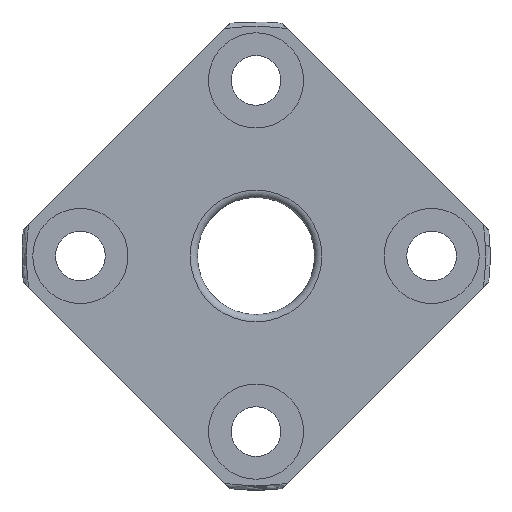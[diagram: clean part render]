
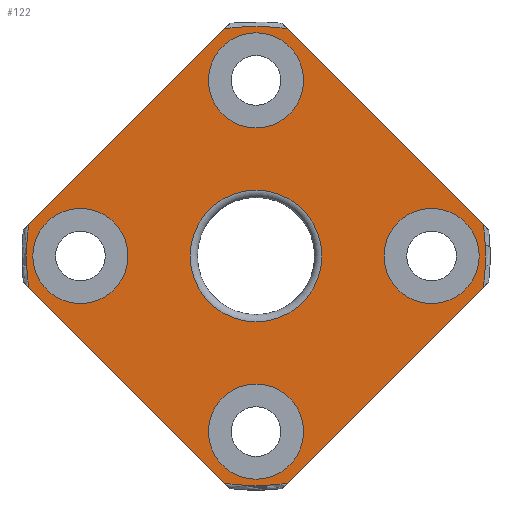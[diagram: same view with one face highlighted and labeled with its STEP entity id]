
A CAD part, left-side view. The second image highlights one B-rep face of the part: STEP entity #122.
In plain terms, the highlighted planar face has unit normal (-1, 0, 0).
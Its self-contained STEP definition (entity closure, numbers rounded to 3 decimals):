
#122 = ADVANCED_FACE( '', ( #265, #266, #267, #268, #269, #270 ), #271, .T. );
#265 = FACE_BOUND( '', #408, .T. );
#266 = FACE_BOUND( '', #409, .T. );
#267 = FACE_OUTER_BOUND( '', #410, .T. );
#268 = FACE_BOUND( '', #411, .T. );
#269 = FACE_BOUND( '', #412, .T. );
#270 = FACE_BOUND( '', #413, .T. );
#271 = PLANE( '', #414 );
#408 = EDGE_LOOP( '', ( #666 ) );
#409 = EDGE_LOOP( '', ( #667 ) );
#410 = EDGE_LOOP( '', ( #668, #669, #670, #671, #672, #673, #674, #675 ) );
#411 = EDGE_LOOP( '', ( #676 ) );
#412 = EDGE_LOOP( '', ( #677 ) );
#413 = EDGE_LOOP( '', ( #678 ) );
#414 = AXIS2_PLACEMENT_3D( '', #679, #680, #681 );
#666 = ORIENTED_EDGE( '', *, *, #739, .T. );
#667 = ORIENTED_EDGE( '', *, *, #716, .T. );
#668 = ORIENTED_EDGE( '', *, *, #786, .F. );
#669 = ORIENTED_EDGE( '', *, *, #750, .F. );
#670 = ORIENTED_EDGE( '', *, *, #794, .F. );
#671 = ORIENTED_EDGE( '', *, *, #801, .F. );
#672 = ORIENTED_EDGE( '', *, *, #772, .F. );
#673 = ORIENTED_EDGE( '', *, *, #758, .F. );
#674 = ORIENTED_EDGE( '', *, *, #763, .F. );
#675 = ORIENTED_EDGE( '', *, *, #816, .F. );
#676 = ORIENTED_EDGE( '', *, *, #805, .T. );
#677 = ORIENTED_EDGE( '', *, *, #733, .T. );
#678 = ORIENTED_EDGE( '', *, *, #736, .T. );
#679 = CARTESIAN_POINT( '', ( 0., 15.688, 0. ) );
#680 = DIRECTION( '', ( -1., 0., 0. ) );
#681 = DIRECTION( '', ( 0., 0., 1. ) );
#716 = EDGE_CURVE( '', #824, #824, #825, .F. );
#733 = EDGE_CURVE( '', #853, #853, #854, .T. );
#736 = EDGE_CURVE( '', #858, #858, #859, .T. );
#739 = EDGE_CURVE( '', #863, #863, #864, .T. );
#750 = EDGE_CURVE( '', #879, #882, #883, .T. );
#758 = EDGE_CURVE( '', #894, #890, #896, .T. );
#763 = EDGE_CURVE( '', #903, #894, #905, .T. );
#772 = EDGE_CURVE( '', #890, #919, #920, .T. );
#786 = EDGE_CURVE( '', #882, #941, #942, .T. );
#794 = EDGE_CURVE( '', #952, #879, #954, .T. );
#801 = EDGE_CURVE( '', #919, #952, #962, .T. );
#805 = EDGE_CURVE( '', #966, #966, #967, .T. );
#816 = EDGE_CURVE( '', #941, #903, #978, .T. );
#824 = VERTEX_POINT( '', #986 );
#825 = CIRCLE( '', #987, 3.25 );
#853 = VERTEX_POINT( '', #1017 );
#854 = CIRCLE( '', #1018, 3.25 );
#858 = VERTEX_POINT( '', #1022 );
#859 = CIRCLE( '', #1023, 3.25 );
#863 = VERTEX_POINT( '', #1027 );
#864 = CIRCLE( '', #1028, 4.5 );
#879 = VERTEX_POINT( '', #1043 );
#882 = VERTEX_POINT( '', #1053 );
#883 = CIRCLE( '', #1054, 15.688 );
#890 = VERTEX_POINT( '', #1068 );
#894 = VERTEX_POINT( '', #1079 );
#896 = CIRCLE( '', #1088, 15.688 );
#903 = VERTEX_POINT( '', #1103 );
#905 = LINE( '', #1112, #1113 );
#919 = VERTEX_POINT( '', #1152 );
#920 = LINE( '', #1153, #1154 );
#941 = VERTEX_POINT( '', #1192 );
#942 = LINE( '', #1193, #1194 );
#952 = VERTEX_POINT( '', #1233 );
#954 = LINE( '', #1242, #1243 );
#962 = CIRCLE( '', #1252, 15.688 );
#966 = VERTEX_POINT( '', #1256 );
#967 = CIRCLE( '', #1257, 3.25 );
#978 = CIRCLE( '', #1268, 15.688 );
#986 = CARTESIAN_POINT( '', ( 0., 12., 3.25 ) );
#987 = AXIS2_PLACEMENT_3D( '', #1276, #1277, #1278 );
#1017 = CARTESIAN_POINT( '', ( 0., -12., -3.25 ) );
#1018 = AXIS2_PLACEMENT_3D( '', #1308, #1309, #1310 );
#1022 = CARTESIAN_POINT( '', ( 0., 0., 8.75 ) );
#1023 = AXIS2_PLACEMENT_3D( '', #1314, #1315, #1316 );
#1027 = CARTESIAN_POINT( '', ( 0., 0., -4.5 ) );
#1028 = AXIS2_PLACEMENT_3D( '', #1320, #1321, #1322 );
#1043 = CARTESIAN_POINT( '', ( 0., 15.541, -2.136 ) );
#1053 = CARTESIAN_POINT( '', ( 0., 15.541, 2.136 ) );
#1054 = AXIS2_PLACEMENT_3D( '', #1338, #1339, #1340 );
#1068 = CARTESIAN_POINT( '', ( 0., -15.541, -2.136 ) );
#1079 = CARTESIAN_POINT( '', ( 0., -15.541, 2.136 ) );
#1088 = AXIS2_PLACEMENT_3D( '', #1347, #1348, #1349 );
#1103 = CARTESIAN_POINT( '', ( 0., -2.136, 15.541 ) );
#1112 = CARTESIAN_POINT( '', ( 0., 0., 17.678 ) );
#1113 = VECTOR( '', #1351, 1000. );
#1152 = CARTESIAN_POINT( '', ( 0., -2.136, -15.541 ) );
#1153 = CARTESIAN_POINT( '', ( 0., -17.678, 0. ) );
#1154 = VECTOR( '', #1356, 1000. );
#1192 = CARTESIAN_POINT( '', ( 0., 2.136, 15.541 ) );
#1193 = CARTESIAN_POINT( '', ( 0., 17.678, 0. ) );
#1194 = VECTOR( '', #1378, 1000. );
#1233 = CARTESIAN_POINT( '', ( 0., 2.136, -15.541 ) );
#1242 = CARTESIAN_POINT( '', ( 0., 0., -17.678 ) );
#1243 = VECTOR( '', #1380, 1000. );
#1252 = AXIS2_PLACEMENT_3D( '', #1385, #1386, #1387 );
#1256 = CARTESIAN_POINT( '', ( 0., 0., -15.25 ) );
#1257 = AXIS2_PLACEMENT_3D( '', #1388, #1389, #1390 );
#1268 = AXIS2_PLACEMENT_3D( '', #1403, #1404, #1405 );
#1276 = CARTESIAN_POINT( '', ( 0., 12., 0. ) );
#1277 = DIRECTION( '', ( -1., 0., 0. ) );
#1278 = DIRECTION( '', ( 0., 0., 1. ) );
#1308 = CARTESIAN_POINT( '', ( 0., -12., 0. ) );
#1309 = DIRECTION( '', ( 1., 0., 0. ) );
#1310 = DIRECTION( '', ( 0., 0., -1. ) );
#1314 = CARTESIAN_POINT( '', ( 0., 0., 12. ) );
#1315 = DIRECTION( '', ( 1., 0., 0. ) );
#1316 = DIRECTION( '', ( 0., 0., -1. ) );
#1320 = CARTESIAN_POINT( '', ( 0., 0., 0. ) );
#1321 = DIRECTION( '', ( 1., 0., 0. ) );
#1322 = DIRECTION( '', ( 0., 0., -1. ) );
#1338 = CARTESIAN_POINT( '', ( 0., 0., 0. ) );
#1339 = DIRECTION( '', ( 1., 0., 0. ) );
#1340 = DIRECTION( '', ( 0., 0., -1. ) );
#1347 = CARTESIAN_POINT( '', ( 0., 0., 0. ) );
#1348 = DIRECTION( '', ( 1., 0., 0. ) );
#1349 = DIRECTION( '', ( 0., 0., -1. ) );
#1351 = DIRECTION( '', ( 0., -0.707, -0.707 ) );
#1356 = DIRECTION( '', ( 0., 0.707, -0.707 ) );
#1378 = DIRECTION( '', ( 0., -0.707, 0.707 ) );
#1380 = DIRECTION( '', ( 0., 0.707, 0.707 ) );
#1385 = CARTESIAN_POINT( '', ( 0., 0., 0. ) );
#1386 = DIRECTION( '', ( 1., 0., 0. ) );
#1387 = DIRECTION( '', ( 0., 0., -1. ) );
#1388 = CARTESIAN_POINT( '', ( 0., 0., -12. ) );
#1389 = DIRECTION( '', ( 1., 0., 0. ) );
#1390 = DIRECTION( '', ( 0., 0., -1. ) );
#1403 = CARTESIAN_POINT( '', ( 0., 0., 0. ) );
#1404 = DIRECTION( '', ( 1., 0., 0. ) );
#1405 = DIRECTION( '', ( 0., 0., -1. ) );
